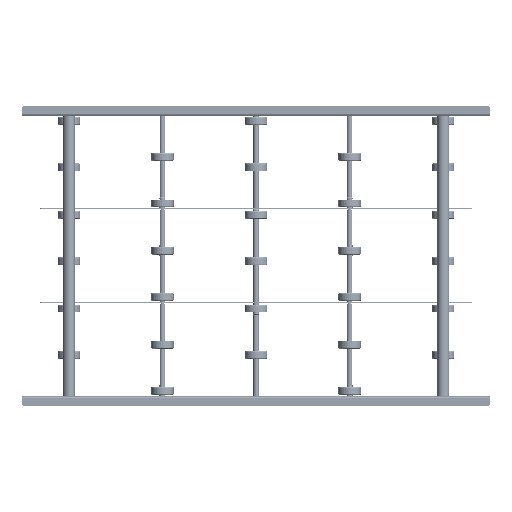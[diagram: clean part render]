
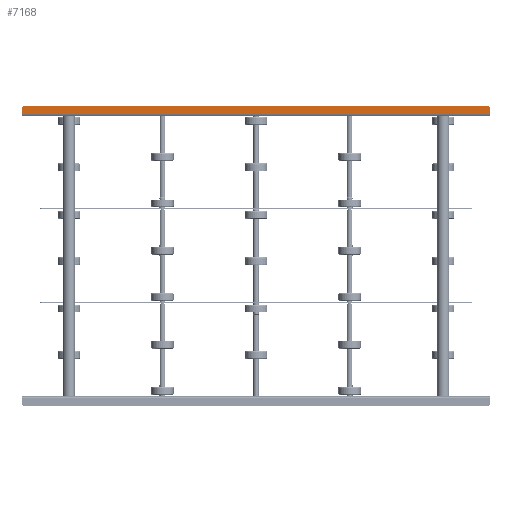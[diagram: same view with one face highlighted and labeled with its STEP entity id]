
A CAD part, front view. The second image highlights one B-rep face of the part: STEP entity #7168.
In plain terms, the highlighted planar face has unit normal (0, -1, 0).
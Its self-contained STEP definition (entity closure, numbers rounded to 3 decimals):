
#636 = VERTEX_POINT ( 'NONE', #16522 ) ;
#977 = CARTESIAN_POINT ( 'NONE',  ( 0., -70., 20. ) ) ;
#1902 = CARTESIAN_POINT ( 'NONE',  ( 0., -70., 16. ) ) ;
#2059 = VERTEX_POINT ( 'NONE', #18616 ) ;
#2499 = LINE ( 'NONE', #977, #10536 ) ;
#2629 = ORIENTED_EDGE ( 'NONE', *, *, #6756, .F. ) ;
#3029 = DIRECTION ( 'NONE',  ( 0., -1., 0. ) ) ;
#3189 = CARTESIAN_POINT ( 'NONE',  ( 1000., -70., 16. ) ) ;
#3327 = VERTEX_POINT ( 'NONE', #3189 ) ;
#3563 = DIRECTION ( 'NONE',  ( 0., 0., -1. ) ) ;
#3791 = DIRECTION ( 'NONE',  ( 0., -1., 0. ) ) ;
#4242 = DIRECTION ( 'NONE',  ( 0., 0., 1. ) ) ;
#4520 = CARTESIAN_POINT ( 'NONE',  ( 4., -70., 16. ) ) ;
#5410 = CARTESIAN_POINT ( 'NONE',  ( 996., -70., 16. ) ) ;
#5829 = DIRECTION ( 'NONE',  ( 0., -1., 0. ) ) ;
#6756 = EDGE_CURVE ( 'NONE', #12438, #636, #12629, .T. ) ;
#7168 = ADVANCED_FACE ( 'NONE', ( #14709 ), #21818, .T. ) ;
#7826 = ORIENTED_EDGE ( 'NONE', *, *, #18392, .T. ) ;
#7848 = LINE ( 'NONE', #16357, #16563 ) ;
#9630 = LINE ( 'NONE', #14553, #17806 ) ;
#10125 = CIRCLE ( 'NONE', #15360, 4. ) ;
#10185 = CIRCLE ( 'NONE', #15414, 4. ) ;
#10536 = VECTOR ( 'NONE', #4242, 1000. ) ;
#10878 = DIRECTION ( 'NONE',  ( 1., 0., 0. ) ) ;
#10881 = CARTESIAN_POINT ( 'NONE',  ( 0., -70., 4. ) ) ;
#10981 = CARTESIAN_POINT ( 'NONE',  ( 4., -70., 20. ) ) ;
#11486 = EDGE_CURVE ( 'NONE', #21835, #16518, #2499, .T. ) ;
#11892 = ORIENTED_EDGE ( 'NONE', *, *, #14257, .T. ) ;
#12438 = VERTEX_POINT ( 'NONE', #10981 ) ;
#12629 = LINE ( 'NONE', #14619, #16441 ) ;
#12939 = DIRECTION ( 'NONE',  ( 0., 0., -1. ) ) ;
#13063 = ORIENTED_EDGE ( 'NONE', *, *, #11486, .F. ) ;
#13093 = AXIS2_PLACEMENT_3D ( 'NONE', #16664, #5829, #12939 ) ;
#14257 = EDGE_CURVE ( 'NONE', #21835, #2059, #9630, .T. ) ;
#14553 = CARTESIAN_POINT ( 'NONE',  ( 0., -70., 4. ) ) ;
#14619 = CARTESIAN_POINT ( 'NONE',  ( 1000., -70., 20. ) ) ;
#14709 = FACE_OUTER_BOUND ( 'NONE', #18821, .T. ) ;
#14888 = DIRECTION ( 'NONE',  ( 1., 0., 0. ) ) ;
#15360 = AXIS2_PLACEMENT_3D ( 'NONE', #5410, #3791, #3563 ) ;
#15414 = AXIS2_PLACEMENT_3D ( 'NONE', #4520, #3029, #22592 ) ;
#15753 = ORIENTED_EDGE ( 'NONE', *, *, #20556, .F. ) ;
#16357 = CARTESIAN_POINT ( 'NONE',  ( 1000., -70., 2. ) ) ;
#16441 = VECTOR ( 'NONE', #10878, 1000. ) ;
#16518 = VERTEX_POINT ( 'NONE', #1902 ) ;
#16522 = CARTESIAN_POINT ( 'NONE',  ( 996., -70., 20. ) ) ;
#16563 = VECTOR ( 'NONE', #22074, 1000. ) ;
#16664 = CARTESIAN_POINT ( 'NONE',  ( 0., -70., 0. ) ) ;
#17806 = VECTOR ( 'NONE', #14888, 1000. ) ;
#18392 = EDGE_CURVE ( 'NONE', #3327, #636, #10125, .T. ) ;
#18616 = CARTESIAN_POINT ( 'NONE',  ( 1000., -70., 4. ) ) ;
#18821 = EDGE_LOOP ( 'NONE', ( #15753, #7826, #2629, #19221, #13063, #11892 ) ) ;
#19221 = ORIENTED_EDGE ( 'NONE', *, *, #19510, .T. ) ;
#19510 = EDGE_CURVE ( 'NONE', #12438, #16518, #10185, .T. ) ;
#20556 = EDGE_CURVE ( 'NONE', #3327, #2059, #7848, .T. ) ;
#21818 = PLANE ( 'NONE',  #13093 ) ;
#21835 = VERTEX_POINT ( 'NONE', #10881 ) ;
#22074 = DIRECTION ( 'NONE',  ( 0., 0., -1. ) ) ;
#22592 = DIRECTION ( 'NONE',  ( 0., 0., -1. ) ) ;
